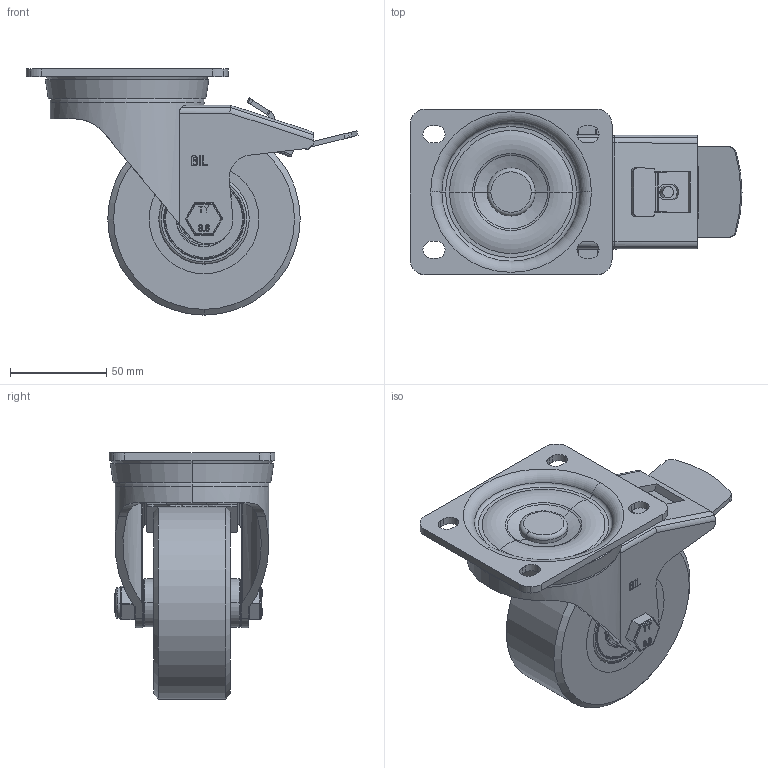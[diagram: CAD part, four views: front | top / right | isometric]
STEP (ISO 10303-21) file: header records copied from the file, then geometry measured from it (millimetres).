
FILE_DESCRIPTION(('STEP AP214'),'1');
FILE_NAME('BZH100PTBJSWB.STEP','2022-09-09T14:36:23',(' '),(' '),'Spatial InterOp 3D',' ',' ');
FILE_SCHEMA(('AUTOMOTIVE_DESIGN { 1 0 10303 214 1 1 1 1 }'));
Length unit declared in the file: metre
Products named in the file (30): BZH100ASSWB; ZINC PLATED, PRESSED STEEL TOP PLATE; ZINC PLATED, PRESSED STEEL FORKS; BEARING SEAL; ZINC PLATED, PRESSED STEEL BRAKE PEDAL; BRAKE PAD; BRAKE PAD Geometry; BRAKE BOLT; BZH100PTBJSWB; BZPH100WPTBJM20; POLYURETHANE TYRE; CAST IRON RIM; CAST IRON RIM Geometry; SPACER; BALL BEARINGS; Component3; BEARING6204; STEEL; RUBBER; TH20X5X10; ZINC PLATED, HEADED SPACER; HEXBOLTM10X70Z8.8; GRADE 8.8 THREADED ZINC PLATED BOLT; NYLOC NUT; RUBBER2; NUT; NYLOCM10Z
Assembly tree (47 placements, depth 5):
  BZH100PTBJSWB
    BZH100ASSWB
      ZINC PLATED, PRESSED STEEL TOP PLATE
      ZINC PLATED, PRESSED STEEL FORKS
      BEARING SEAL
      ZINC PLATED, PRESSED STEEL BRAKE PEDAL
      BRAKE PAD
        BRAKE PAD Geometry
        BRAKE BOLT
    BZPH100WPTBJM20
      POLYURETHANE TYRE
      CAST IRON RIM
        CAST IRON RIM Geometry
        SPACER
      BEARING6204
        BALL BEARINGS
          Component3  x8
        STEEL
        RUBBER
      BEARING6204
        BALL BEARINGS
          Component3  x8
        STEEL
        RUBBER
    TH20X5X10
      ZINC PLATED, HEADED SPACER
    TH20X5X10
      ZINC PLATED, HEADED SPACER
    HEXBOLTM10X70Z8.8
      GRADE 8.8 THREADED ZINC PLATED BOLT
    NYLOCM10Z
      NYLOC NUT
        RUBBER2
        NUT
Bounding box: 172.5 x 86 x 128 mm (x, y, z)
Volume: 453922.7 mm3; surface area: 175215 mm2
Topology: 40 solids, 40 shells, 1800 faces, 4918 edges, 3193 vertices
Faces by surface type: plane 776, cylinder 524, extrusion 378, sphere 56, torus 44, cone 18, bspline 4
Entity records: 49601 total; most frequent: CARTESIAN_POINT 17110, ORIENTED_EDGE 6800, DIRECTION 6222, EDGE_CURVE 3400, VERTEX_POINT 2217, AXIS2_PLACEMENT_3D 2108, VECTOR 2006, LINE 1794
